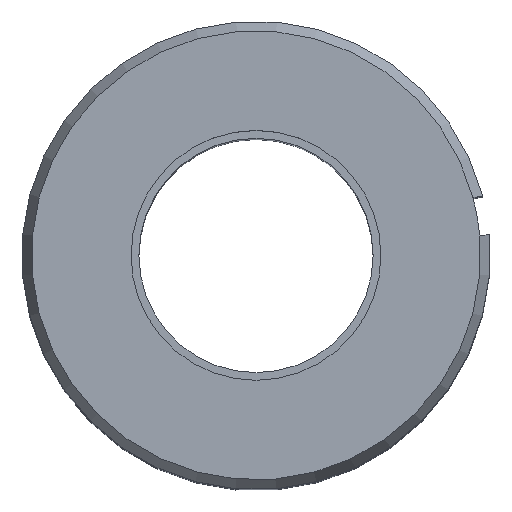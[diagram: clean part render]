
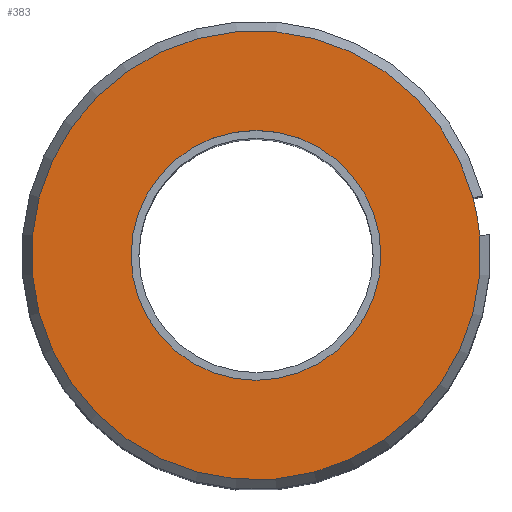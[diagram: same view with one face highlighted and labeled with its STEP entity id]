
A CAD part, top view. The second image highlights one B-rep face of the part: STEP entity #383.
In plain terms, the highlighted planar face has unit normal (0, 0, 1).
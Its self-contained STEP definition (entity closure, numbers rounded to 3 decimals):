
#25=PLANE('',#437);
#121=ORIENTED_EDGE('',*,*,#210,.T.);
#122=ORIENTED_EDGE('',*,*,#191,.F.);
#123=ORIENTED_EDGE('',*,*,#211,.T.);
#191=EDGE_CURVE('',#238,#239,#266,.T.);
#210=EDGE_CURVE('',#251,#251,#274,.T.);
#211=EDGE_CURVE('',#238,#239,#275,.T.);
#238=VERTEX_POINT('',#621);
#239=VERTEX_POINT('',#623);
#251=VERTEX_POINT('',#670);
#266=CIRCLE('',#423,5.75);
#274=CIRCLE('',#438,3.2);
#275=CIRCLE('',#439,5.75);
#295=EDGE_LOOP('',(#121));
#296=EDGE_LOOP('',(#122,#123));
#335=FACE_BOUND('',#295,.T.);
#336=FACE_BOUND('',#296,.T.);
#383=ADVANCED_FACE('',(#335,#336),#25,.T.);
#423=AXIS2_PLACEMENT_3D('',#622,#492,#493);
#437=AXIS2_PLACEMENT_3D('',#668,#528,#529);
#438=AXIS2_PLACEMENT_3D('',#669,#530,#531);
#439=AXIS2_PLACEMENT_3D('',#671,#532,#533);
#492=DIRECTION('',(0.,0.,-1.));
#493=DIRECTION('',(-1.,0.,0.));
#528=DIRECTION('',(0.,0.,1.));
#529=DIRECTION('',(1.,0.,0.));
#530=DIRECTION('',(0.,0.,-1.));
#531=DIRECTION('',(-1.,0.,0.));
#532=DIRECTION('',(0.,0.,1.));
#533=DIRECTION('',(1.,0.,0.));
#621=CARTESIAN_POINT('',(5.729,0.495,9.5));
#622=CARTESIAN_POINT('',(0.,0.,9.5));
#623=CARTESIAN_POINT('',(5.556,1.48,9.5));
#668=CARTESIAN_POINT('',(0.,6.,9.5));
#669=CARTESIAN_POINT('',(0.,0.,9.5));
#670=CARTESIAN_POINT('',(-3.2,0.,9.5));
#671=CARTESIAN_POINT('',(0.,0.,9.5));
